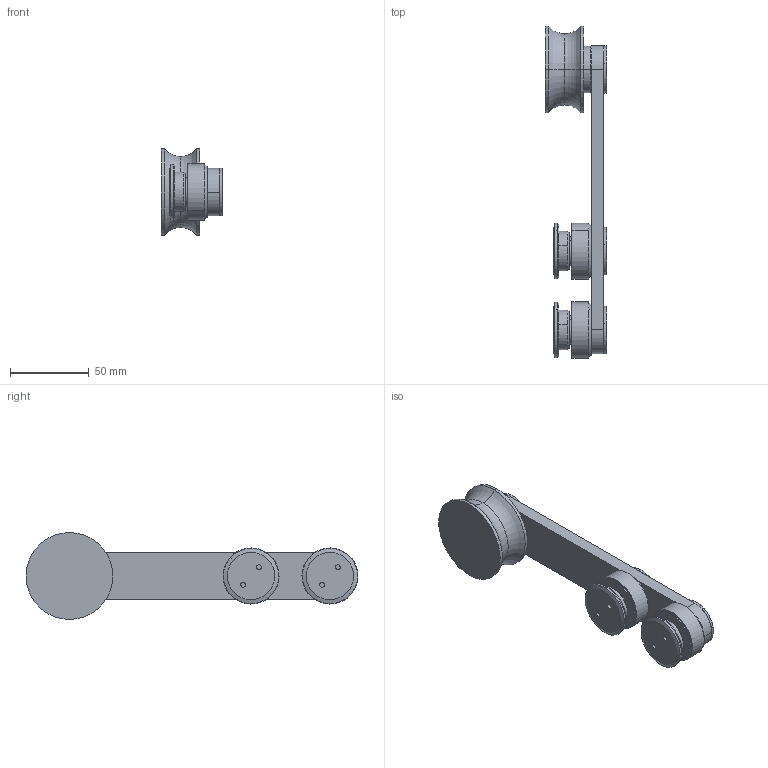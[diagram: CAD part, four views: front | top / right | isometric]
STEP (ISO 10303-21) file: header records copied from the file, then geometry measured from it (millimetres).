
FILE_DESCRIPTION (( 'STEP AP203' ), '1' );
FILE_NAME ('GS_P9100A1A.STEP', '2019-04-15T11:18:05', ( '' ), ( '' ), 'SwSTEP 2.0', 'SolidWorks 2018', '' );
FILE_SCHEMA (( 'CONFIG_CONTROL_DESIGN' ));
Length unit declared in the file: millimetre
Products named in the file (11): GS_P9100A1A; GS-304-P9101-S-set P4 P05 Prstenec PLASTIC; GS-304-P9101-S-set P4 P07; GS-304-P9101-S-set P4 P03 skrutka; GS-304-P9101-S-set P4 P01; GS-304-P9101-S-set P4 P07 Z; GS-304-P9101-S-set P4 P08; GS-304-P9101-S-set P4 P06; GS-304-P9101-S-set P4 P07-2; GS-304-P9101-S-set P4 P04 Prstenec PLASTIC; GS-304-P9101-S-set P4 P02
Assembly tree (18 placements, depth 3):
  GS_P9100A1A
    GS-304-P9101-S-set P4 P07 Z
      GS-304-P9101-S-set P4 P07
      GS-304-P9101-S-set P4 P07-2
    GS-304-P9101-S-set P4 P08
    GS-304-P9101-S-set P4 P03 skrutka  x3
    GS-304-P9101-S-set P4 P06  x3
    GS-304-P9101-S-set P4 P01  x2
    GS-304-P9101-S-set P4 P04 Prstenec PLASTIC  x2
    GS-304-P9101-S-set P4 P05 Prstenec PLASTIC  x2
    GS-304-P9101-S-set P4 P02  x2
Bounding box: 39 x 210.24 x 55 mm (x, y, z)
Volume: 118299.4 mm3; surface area: 66558 mm2
Topology: 18 solids, 18 shells, 424 faces, 972 edges, 626 vertices
Faces by surface type: cylinder 218, plane 129, cone 67, bspline 6, torus 4
Entity records: 7639 total; most frequent: CARTESIAN_POINT 1681, DIRECTION 1047, ORIENTED_EDGE 896, EDGE_CURVE 448, AXIS2_PLACEMENT_3D 437, VERTEX_POINT 288, EDGE_LOOP 236, CIRCLE 217
